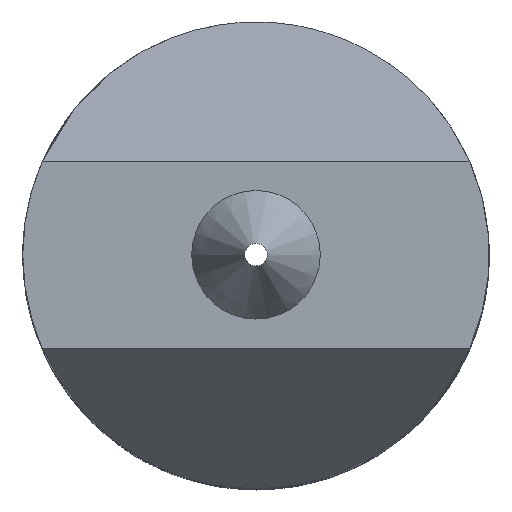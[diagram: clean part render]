
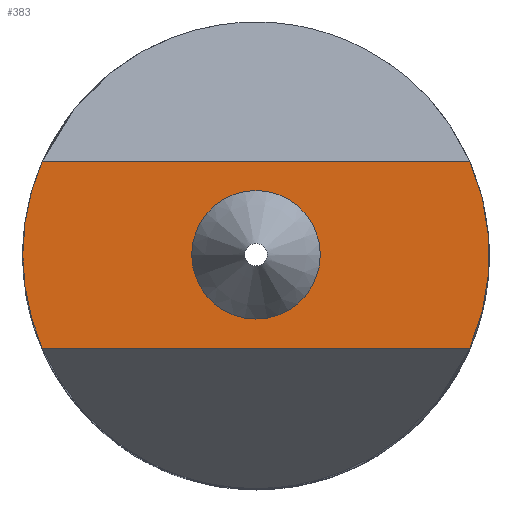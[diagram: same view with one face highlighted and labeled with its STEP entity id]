
A CAD part, top view. The second image highlights one B-rep face of the part: STEP entity #383.
In plain terms, the highlighted planar face has unit normal (0, 0, 1).
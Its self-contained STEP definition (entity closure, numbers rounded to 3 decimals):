
#57=FACE_BOUND('',#91,.T.);
#79=PLANE('',#407);
#84=FACE_OUTER_BOUND('',#90,.T.);
#90=EDGE_LOOP('',(#298,#299,#300,#301,#302));
#91=EDGE_LOOP('',(#303));
#114=LINE('',#492,#128);
#115=LINE('',#500,#129);
#128=VECTOR('',#436,10.);
#129=VECTOR('',#445,10.);
#141=CIRCLE('',#403,3.5);
#143=CIRCLE('',#408,12.7);
#144=CIRCLE('',#409,12.7);
#145=CIRCLE('',#410,12.7);
#154=VERTEX_POINT('',#483);
#156=VERTEX_POINT('',#489);
#157=VERTEX_POINT('',#490);
#158=VERTEX_POINT('',#494);
#159=VERTEX_POINT('',#496);
#160=VERTEX_POINT('',#498);
#219=EDGE_CURVE('',#154,#154,#141,.T.);
#223=EDGE_CURVE('',#157,#156,#114,.T.);
#224=EDGE_CURVE('',#157,#158,#143,.T.);
#225=EDGE_CURVE('',#159,#156,#144,.T.);
#226=EDGE_CURVE('',#160,#159,#145,.T.);
#227=EDGE_CURVE('',#158,#160,#115,.T.);
#298=ORIENTED_EDGE('',*,*,#224,.F.);
#299=ORIENTED_EDGE('',*,*,#223,.T.);
#300=ORIENTED_EDGE('',*,*,#225,.F.);
#301=ORIENTED_EDGE('',*,*,#226,.F.);
#302=ORIENTED_EDGE('',*,*,#227,.F.);
#303=ORIENTED_EDGE('',*,*,#219,.F.);
#383=ADVANCED_FACE('',(#84,#57),#79,.T.);
#403=AXIS2_PLACEMENT_3D('',#484,#427,#428);
#407=AXIS2_PLACEMENT_3D('',#493,#437,#438);
#408=AXIS2_PLACEMENT_3D('',#495,#439,#440);
#409=AXIS2_PLACEMENT_3D('',#497,#441,#442);
#410=AXIS2_PLACEMENT_3D('',#499,#443,#444);
#427=DIRECTION('center_axis',(0.,0.,1.));
#428=DIRECTION('ref_axis',(-1.,0.,0.));
#436=DIRECTION('',(-1.,0.,0.));
#437=DIRECTION('center_axis',(0.,0.,1.));
#438=DIRECTION('ref_axis',(0.,-1.,0.));
#439=DIRECTION('center_axis',(0.,0.,-1.));
#440=DIRECTION('ref_axis',(1.,0.,0.));
#441=DIRECTION('center_axis',(0.,0.,-1.));
#442=DIRECTION('ref_axis',(1.,0.,0.));
#443=DIRECTION('center_axis',(0.,0.,-1.));
#444=DIRECTION('ref_axis',(1.,0.,0.));
#445=DIRECTION('',(-1.,0.,0.));
#483=CARTESIAN_POINT('',(3.5,0.,29.));
#484=CARTESIAN_POINT('Origin',(0.,0.,29.));
#489=CARTESIAN_POINT('',(-11.641,5.077,29.));
#490=CARTESIAN_POINT('',(11.641,5.077,29.));
#492=CARTESIAN_POINT('',(0.,5.077,29.));
#493=CARTESIAN_POINT('Origin',(0.,0.,29.));
#494=CARTESIAN_POINT('',(11.641,-5.077,29.));
#495=CARTESIAN_POINT('Origin',(0.,0.,29.));
#496=CARTESIAN_POINT('',(-12.7,0.,29.));
#497=CARTESIAN_POINT('Origin',(0.,0.,29.));
#498=CARTESIAN_POINT('',(-11.641,-5.077,29.));
#499=CARTESIAN_POINT('Origin',(0.,0.,29.));
#500=CARTESIAN_POINT('',(0.,-5.077,29.));
